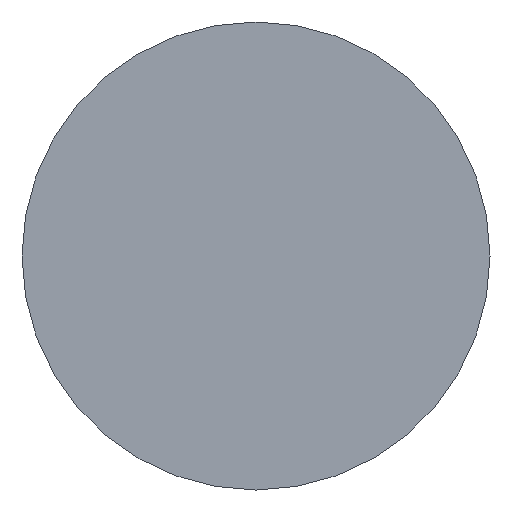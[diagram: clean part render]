
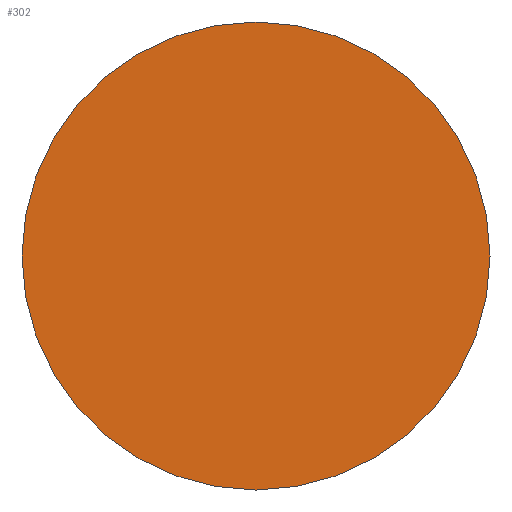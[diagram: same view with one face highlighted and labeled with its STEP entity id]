
A CAD part, front view. The second image highlights one B-rep face of the part: STEP entity #302.
In plain terms, the highlighted planar face has unit normal (0, -1, 0).
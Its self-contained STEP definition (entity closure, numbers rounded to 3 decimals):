
#220=VERTEX_POINT('',#533);
#234=EDGE_CURVE('',#220,#316,#549,.T.);
#302=ADVANCED_FACE('',(#624),#625,.T.);
#316=VERTEX_POINT('',#639);
#346=EDGE_CURVE('',#316,#220,#671,.T.);
#533=CARTESIAN_POINT('',(-35.0,-40.0,0.0));
#549=CIRCLE('',#910,35.0);
#624=FACE_OUTER_BOUND('',#1007,.T.);
#625=PLANE('',#1008);
#639=CARTESIAN_POINT('',(35.0,-40.0,0.));
#671=CIRCLE('',#1068,35.0);
#910=AXIS2_PLACEMENT_3D('',#1309,#1310,#1311);
#1007=EDGE_LOOP('',(#1405,#1406));
#1008=AXIS2_PLACEMENT_3D('',#1407,#1408,#1409);
#1068=AXIS2_PLACEMENT_3D('',#1450,#1451,#1452);
#1309=CARTESIAN_POINT('',(0.,-40.0,0.0));
#1310=DIRECTION('',(0.,-1.0,0.0));
#1311=DIRECTION('',(-1.0,0.,0.0));
#1405=ORIENTED_EDGE('',*,*,#234,.T.);
#1406=ORIENTED_EDGE('',*,*,#346,.T.);
#1407=CARTESIAN_POINT('',(0.,-40.0,0.0));
#1408=DIRECTION('',(0.,-1.0,0.0));
#1409=DIRECTION('',(-1.0,0.,0.0));
#1450=CARTESIAN_POINT('',(0.,-40.0,0.0));
#1451=DIRECTION('',(0.,-1.0,0.0));
#1452=DIRECTION('',(-1.0,0.,0.0));
